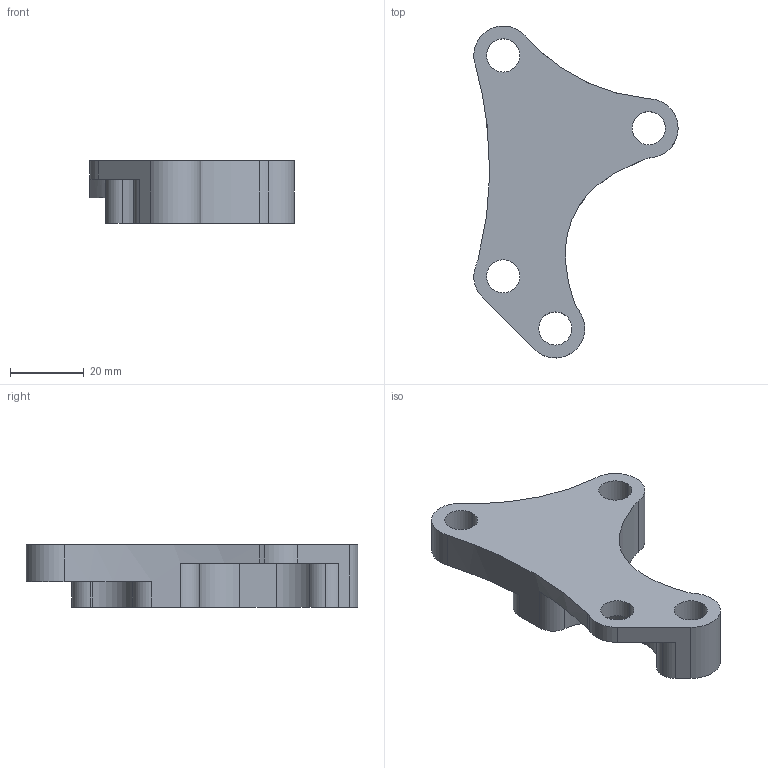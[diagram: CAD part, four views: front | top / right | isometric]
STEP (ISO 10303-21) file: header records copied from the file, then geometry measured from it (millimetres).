
FILE_DESCRIPTION (( 'STEP AP214' ), '1' );
FILE_NAME ('Support étrier avant.STEP', '2024-02-06T19:18:32', ( '' ), ( '' ), 'SwSTEP 2.0', 'SolidWorks 2022', '' );
FILE_SCHEMA (( 'AUTOMOTIVE_DESIGN' ));
Length unit declared in the file: millimetre
Products named in the file (1): Support étrier avant
Bounding box: 55.49 x 90.13 x 17 mm (x, y, z)
Volume: 30951.4 mm3; surface area: 10038.7 mm2
Topology: 1 solids, 1 shells, 35 faces, 99 edges, 66 vertices
Faces by surface type: cylinder 25, plane 7, bspline 3
Entity records: 1219 total; most frequent: CARTESIAN_POINT 234, DIRECTION 206, ORIENTED_EDGE 198, EDGE_CURVE 99, AXIS2_PLACEMENT_3D 83, VERTEX_POINT 66, CIRCLE 50, EDGE_LOOP 43
